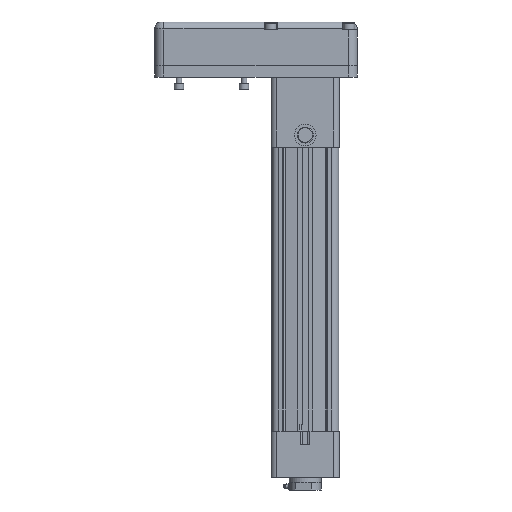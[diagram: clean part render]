
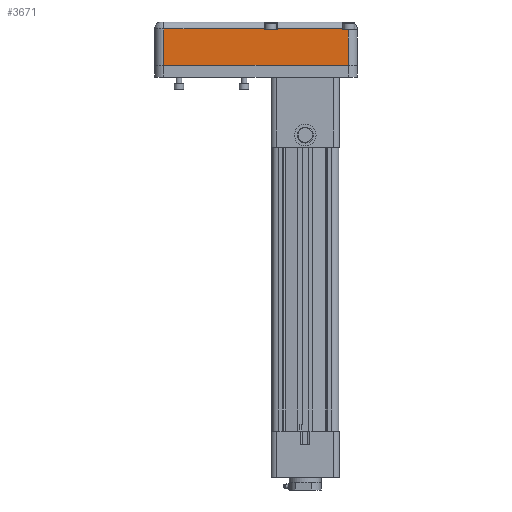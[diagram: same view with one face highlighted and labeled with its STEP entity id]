
A CAD part, left-side view. The second image highlights one B-rep face of the part: STEP entity #3671.
In plain terms, the highlighted planar face has unit normal (-1, 0, 0).
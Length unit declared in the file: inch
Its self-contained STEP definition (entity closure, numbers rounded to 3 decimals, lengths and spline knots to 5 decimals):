
#527 = DIRECTION ( 'NONE',  ( 0., -1., 0. ) ) ;
#1326 = LINE ( 'NONE', #35639, #36560 ) ;
#2370 = CARTESIAN_POINT ( 'NONE',  ( -2.9375, 2.22, 6.37 ) ) ;
#2615 = ORIENTED_EDGE ( 'NONE', *, *, #38675, .F. ) ;
#2683 = CARTESIAN_POINT ( 'NONE',  ( -2.9375, 2.22, 6.37 ) ) ;
#2797 = CARTESIAN_POINT ( 'NONE',  ( -2.9375, 2.22, 6.42 ) ) ;
#3229 = DIRECTION ( 'NONE',  ( 0., 0., -1. ) ) ;
#3671 = ADVANCED_FACE ( 'NONE', ( #19978 ), #30055, .F. ) ;
#4029 = VERTEX_POINT ( 'NONE', #33750 ) ;
#4524 = EDGE_CURVE ( 'NONE', #42358, #17099, #1326, .T. ) ;
#4875 = LINE ( 'NONE', #21691, #10929 ) ;
#5169 = VECTOR ( 'NONE', #38335, 39.37008 ) ;
#5668 = CARTESIAN_POINT ( 'NONE',  ( -2.9375, 7.675, 4.45 ) ) ;
#6078 = EDGE_LOOP ( 'NONE', ( #35365, #24028, #38199, #27511, #2615, #15930, #30922, #17872, #9457, #18671 ) ) ;
#6165 = EDGE_CURVE ( 'NONE', #43546, #21436, #33709, .T. ) ;
#7605 = LINE ( 'NONE', #34950, #24770 ) ;
#8049 = CARTESIAN_POINT ( 'NONE',  ( -2.9375, 2.22, 6.8 ) ) ;
#9399 = LINE ( 'NONE', #2683, #16688 ) ;
#9457 = ORIENTED_EDGE ( 'NONE', *, *, #20441, .T. ) ;
#9879 = DIRECTION ( 'NONE',  ( 1., 0., 0. ) ) ;
#10014 = EDGE_CURVE ( 'NONE', #43579, #21436, #9399, .T. ) ;
#10929 = VECTOR ( 'NONE', #18538, 39.37008 ) ;
#10943 = CARTESIAN_POINT ( 'NONE',  ( -2.9375, -2.03, 6.42 ) ) ;
#11159 = VECTOR ( 'NONE', #35418, 39.37008 ) ;
#11782 = CARTESIAN_POINT ( 'NONE',  ( -2.9375, -2.325, 6.37 ) ) ;
#12344 = VECTOR ( 'NONE', #35718, 39.37008 ) ;
#13788 = VERTEX_POINT ( 'NONE', #11782 ) ;
#13993 = VECTOR ( 'NONE', #3229, 39.37008 ) ;
#14003 = LINE ( 'NONE', #24103, #26476 ) ;
#14487 = CARTESIAN_POINT ( 'NONE',  ( -2.9375, 8.175, 4.45 ) ) ;
#15930 = ORIENTED_EDGE ( 'NONE', *, *, #4524, .T. ) ;
#16688 = VECTOR ( 'NONE', #43721, 39.37008 ) ;
#17099 = VERTEX_POINT ( 'NONE', #30293 ) ;
#17872 = ORIENTED_EDGE ( 'NONE', *, *, #26751, .T. ) ;
#17910 = DIRECTION ( 'NONE',  ( 0., 0., 1. ) ) ;
#17931 = CARTESIAN_POINT ( 'NONE',  ( -2.9375, 7.675, 6.8 ) ) ;
#18379 = LINE ( 'NONE', #8049, #5169 ) ;
#18538 = DIRECTION ( 'NONE',  ( 0., 1., 0. ) ) ;
#18671 = ORIENTED_EDGE ( 'NONE', *, *, #33027, .F. ) ;
#18814 = DIRECTION ( 'NONE',  ( 0., 1., 0. ) ) ;
#19313 = CARTESIAN_POINT ( 'NONE',  ( -2.9375, 8.175, 6.8 ) ) ;
#19978 = FACE_OUTER_BOUND ( 'NONE', #6078, .T. ) ;
#20205 = CARTESIAN_POINT ( 'NONE',  ( -2.9375, 1.53, 6.37 ) ) ;
#20441 = EDGE_CURVE ( 'NONE', #25996, #13788, #7605, .T. ) ;
#21436 = VERTEX_POINT ( 'NONE', #20205 ) ;
#21691 = CARTESIAN_POINT ( 'NONE',  ( -2.9375, 7.675, 6.42 ) ) ;
#22930 = EDGE_CURVE ( 'NONE', #17099, #33423, #39003, .T. ) ;
#23361 = DIRECTION ( 'NONE',  ( 0., 1., 0. ) ) ;
#24028 = ORIENTED_EDGE ( 'NONE', *, *, #39192, .T. ) ;
#24103 = CARTESIAN_POINT ( 'NONE',  ( -2.9375, -2.03, 6.37 ) ) ;
#24770 = VECTOR ( 'NONE', #17910, 39.37008 ) ;
#24914 = CARTESIAN_POINT ( 'NONE',  ( -2.9375, -2.325, 4.45 ) ) ;
#25473 = EDGE_CURVE ( 'NONE', #39105, #4029, #27173, .T. ) ;
#25996 = VERTEX_POINT ( 'NONE', #24914 ) ;
#26476 = VECTOR ( 'NONE', #527, 39.37008 ) ;
#26751 = EDGE_CURVE ( 'NONE', #33423, #25996, #44337, .T. ) ;
#27173 = LINE ( 'NONE', #40833, #38916 ) ;
#27393 = DIRECTION ( 'NONE',  ( 0., 0., -1. ) ) ;
#27511 = ORIENTED_EDGE ( 'NONE', *, *, #10014, .F. ) ;
#28870 = AXIS2_PLACEMENT_3D ( 'NONE', #19313, #9879, #23361 ) ;
#30055 = PLANE ( 'NONE',  #28870 ) ;
#30293 = CARTESIAN_POINT ( 'NONE',  ( -2.9375, 7.675, 6.42 ) ) ;
#30922 = ORIENTED_EDGE ( 'NONE', *, *, #22930, .T. ) ;
#33027 = EDGE_CURVE ( 'NONE', #4029, #13788, #14003, .T. ) ;
#33423 = VERTEX_POINT ( 'NONE', #5668 ) ;
#33709 = LINE ( 'NONE', #41335, #13993 ) ;
#33750 = CARTESIAN_POINT ( 'NONE',  ( -2.9375, -2.03, 6.37 ) ) ;
#34950 = CARTESIAN_POINT ( 'NONE',  ( -2.9375, -2.325, 6.8 ) ) ;
#35365 = ORIENTED_EDGE ( 'NONE', *, *, #25473, .F. ) ;
#35418 = DIRECTION ( 'NONE',  ( 0., 0., -1. ) ) ;
#35639 = CARTESIAN_POINT ( 'NONE',  ( -2.9375, 7.675, 6.42 ) ) ;
#35718 = DIRECTION ( 'NONE',  ( 0., -1., 0. ) ) ;
#36560 = VECTOR ( 'NONE', #18814, 39.37008 ) ;
#38199 = ORIENTED_EDGE ( 'NONE', *, *, #6165, .T. ) ;
#38335 = DIRECTION ( 'NONE',  ( 0., 0., -1. ) ) ;
#38675 = EDGE_CURVE ( 'NONE', #42358, #43579, #18379, .T. ) ;
#38916 = VECTOR ( 'NONE', #27393, 39.37008 ) ;
#39003 = LINE ( 'NONE', #17931, #11159 ) ;
#39105 = VERTEX_POINT ( 'NONE', #10943 ) ;
#39192 = EDGE_CURVE ( 'NONE', #39105, #43546, #4875, .T. ) ;
#39603 = CARTESIAN_POINT ( 'NONE',  ( -2.9375, 1.53, 6.42 ) ) ;
#40833 = CARTESIAN_POINT ( 'NONE',  ( -2.9375, -2.03, 6.8 ) ) ;
#41335 = CARTESIAN_POINT ( 'NONE',  ( -2.9375, 1.53, 6.8 ) ) ;
#42358 = VERTEX_POINT ( 'NONE', #2797 ) ;
#43546 = VERTEX_POINT ( 'NONE', #39603 ) ;
#43579 = VERTEX_POINT ( 'NONE', #2370 ) ;
#43721 = DIRECTION ( 'NONE',  ( 0., -1., 0. ) ) ;
#44337 = LINE ( 'NONE', #14487, #12344 ) ;
